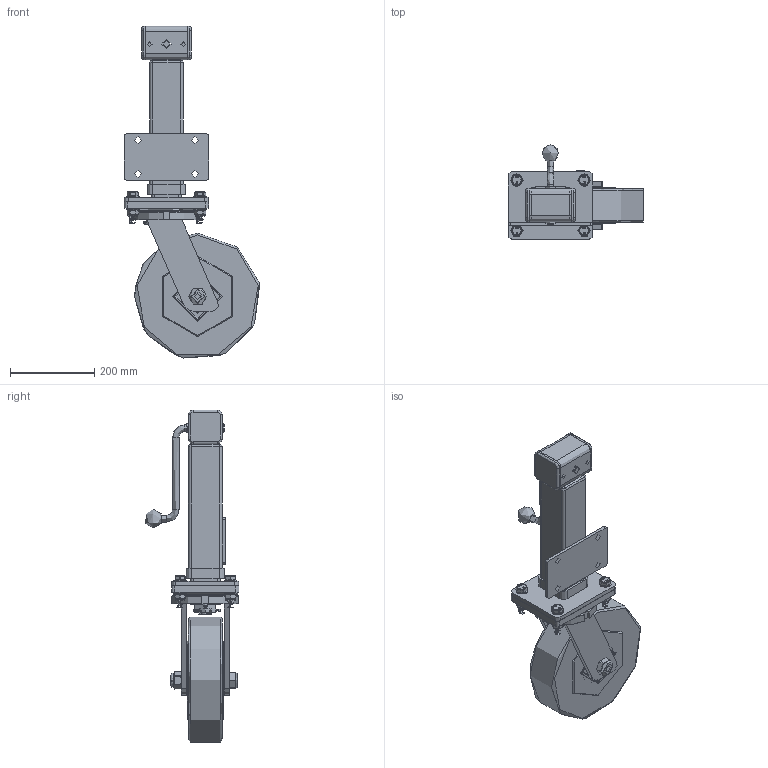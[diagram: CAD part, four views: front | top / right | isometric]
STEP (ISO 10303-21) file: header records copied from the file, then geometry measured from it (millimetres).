
FILE_DESCRIPTION(/* description */ (''),/* implementation_level */ '2;1');
FILE_NAME(/* name */ 'JAZHD300NYBJ.step',/* time_stamp */ '2025-06-26T10:27:38+01:00',/* author */ (''),/* organization */ (''),/* preprocessor_version */ 'ST-DEVELOPER v20.1',/* originating_system */ 'Autodesk Translation Framework v14.10.0.0',/* authorisation */ '');
FILE_SCHEMA (('AUTOMOTIVE_DESIGN { 1 0 10303 214 3 1 1 }'));
Products named in the file (83): JAZHD300NYBJ; BZQX300AS v1; FABRICATED STEEL TOP PLATE; FABRICATED STEEL TOP PLATE Geometry; NUT; PIN; FABRICATED STEEL FORKS; FABRICATED STEEL FORKS Geometry; GREASE NIPPLE; BZXH300WNYBJM55HD v1; HEAVY DUTY WHITE NYLON; BEARING6311; Pattern; BEARING6311 (1); Pattern (1); Component1 (1); INNER; OUTTER; MIDDLE; RUBBER (1); BEARING SPACER; JAZXXH v1; SIDE WINDING JACKING CASTOR; BASE; BOTTOM; Component1; Component2; RUBBER; BRASS TUBE; HANDLE; HAND GRIP; BOLTS; FIXING PLATE; TH55X2X20 v1; ZINC PLATED HEADED SPACER; TH55X2X20 v1 (1); ZINC PLATED HEADED SPACER (1); BZQXAXLEMATERIAL v2; BZQX AXLE KIT; BOLT ...
Assembly tree (101 placements, depth 5):
  JAZHD300NYBJ
    BZQX300AS v1
      FABRICATED STEEL TOP PLATE
        FABRICATED STEEL TOP PLATE Geometry
        NUT
        PIN
      FABRICATED STEEL FORKS
        FABRICATED STEEL FORKS Geometry
        GREASE NIPPLE
    BZXH300WNYBJM55HD v1
      HEAVY DUTY WHITE NYLON
      BEARING6311
        INNER
        OUTTER
        Pattern
          Component1 (1)  x8
        MIDDLE
        RUBBER (1)
      BEARING6311 (1)
        Pattern (1)
          Component1 (1)  x8
        INNER
        OUTTER
        MIDDLE
        RUBBER (1)
      BEARING SPACER
    JAZXXH v1
      SIDE WINDING JACKING CASTOR
        BASE
        BOTTOM
        Component1
        Component2
        RUBBER
        BRASS TUBE
        HANDLE
        HAND GRIP
        BOLTS
        FIXING PLATE
    TH55X2X20 v1
      ZINC PLATED HEADED SPACER
    TH55X2X20 v1 (1)
      ZINC PLATED HEADED SPACER (1)
    BZQXAXLEMATERIAL v2
      BZQX AXLE KIT
        BOLT
        NUT (1)
          NUT2
          RUBBER (2)
    WM16X30X3Z v1
      ZINC PLATED WASHER
    WM16X30X3Z v1 (1)
      ZINC PLATED WASHER (1)
    WM16X30X3Z v1 (2)
      ZINC PLATED WASHER (2)
    WM16X30X3Z v1 (3)
      ZINC PLATED WASHER (3)
    WM16X30X3Z v1 (4)
      ZINC PLATED WASHER (4)
    WM16X30X3Z v1 (5)
      ZINC PLATED WASHER (5)
Bounding box: 321.19 x 223.05 x 788.24 mm (x, y, z)
Volume: 8589833.8 mm3; surface area: 1376899.9 mm2
Topology: 70 solids, 70 shells, 2063 faces, 5118 edges, 3261 vertices
Faces by surface type: cylinder 729, plane 623, bspline 350, sphere 160, torus 132, cone 69
Full cylindrical faces by diameter (mm): 4 x1, 8 x1, 10 x6, 13.534 x80, 15.8 x1, 15.822 x84, 16 x35, 16.2 x9, 17.5 x12, 18 x8, 20.4 x2, 22 x1, 22.1 x2, 22.529 x15, 23 x4, 23.5 x4, 24.822 x15, 25 x3, 26.5 x2, 29 x2, 30 x16, 32 x1, 33.5 x1, 54.8 x2, 55 x3, 62.5 x1, 65 x2, 67 x1, 72 x2, 73.52 x2
Entity records: 134538 total; most frequent: CARTESIAN_POINT 90912, ORIENTED_EDGE 8976, DIRECTION 8165, EDGE_CURVE 4488, AXIS2_PLACEMENT_3D 3239, VERTEX_POINT 2856, EDGE_LOOP 2072, FACE_OUTER_BOUND 1841
